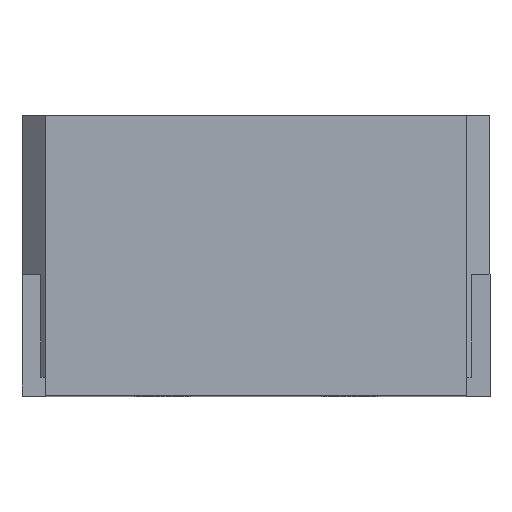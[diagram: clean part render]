
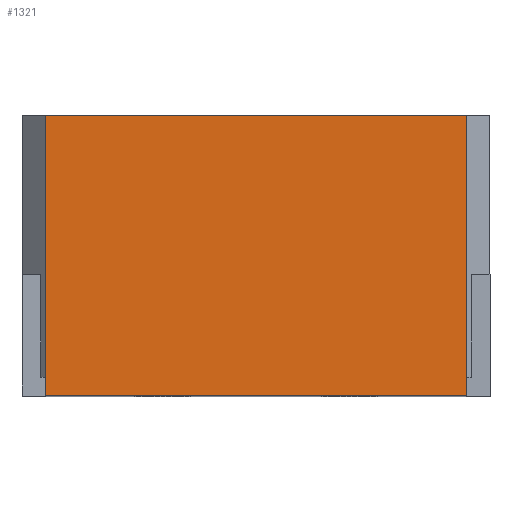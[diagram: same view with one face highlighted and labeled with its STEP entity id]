
A CAD part, top view. The second image highlights one B-rep face of the part: STEP entity #1321.
In plain terms, the highlighted planar face has unit normal (0, 0, 1).
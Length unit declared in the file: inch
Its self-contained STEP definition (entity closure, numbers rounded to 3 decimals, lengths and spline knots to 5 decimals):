
#9 = LINE ( 'NONE', #1407, #1427 ) ;
#57 = DIRECTION ( 'NONE',  ( 0., 0., -1. ) ) ;
#168 = CARTESIAN_POINT ( 'NONE',  ( 0.08858, 0.11811, 0.09843 ) ) ;
#183 = CARTESIAN_POINT ( 'NONE',  ( -0.08858, 0.11811, 0.09843 ) ) ;
#248 = EDGE_CURVE ( 'NONE', #631, #1409, #9, .T. ) ;
#250 = EDGE_CURVE ( 'NONE', #1409, #1175, #723, .T. ) ;
#284 = ORIENTED_EDGE ( 'NONE', *, *, #250, .F. ) ;
#346 = VECTOR ( 'NONE', #1026, 39.37008 ) ;
#458 = DIRECTION ( 'NONE',  ( 0., -1., 0. ) ) ;
#577 = VECTOR ( 'NONE', #994, 39.37008 ) ;
#615 = PLANE ( 'NONE',  #985 ) ;
#625 = VECTOR ( 'NONE', #1529, 39.37008 ) ;
#630 = CARTESIAN_POINT ( 'NONE',  ( 0.08858, 0., 0.09843 ) ) ;
#631 = VERTEX_POINT ( 'NONE', #168 ) ;
#646 = EDGE_CURVE ( 'NONE', #1191, #631, #1644, .T. ) ;
#723 = LINE ( 'NONE', #898, #346 ) ;
#789 = EDGE_CURVE ( 'NONE', #1175, #1191, #1300, .T. ) ;
#852 = EDGE_LOOP ( 'NONE', ( #1298, #1465, #284, #1110 ) ) ;
#866 = CARTESIAN_POINT ( 'NONE',  ( -0.08858, 0.11811, 0.09843 ) ) ;
#898 = CARTESIAN_POINT ( 'NONE',  ( -0.08858, 0., 0.09843 ) ) ;
#985 = AXIS2_PLACEMENT_3D ( 'NONE', #1686, #57, #1039 ) ;
#994 = DIRECTION ( 'NONE',  ( 0., 1., 0. ) ) ;
#1026 = DIRECTION ( 'NONE',  ( -1., 0., 0. ) ) ;
#1039 = DIRECTION ( 'NONE',  ( -1., 0., 0. ) ) ;
#1110 = ORIENTED_EDGE ( 'NONE', *, *, #248, .F. ) ;
#1156 = FACE_OUTER_BOUND ( 'NONE', #852, .T. ) ;
#1175 = VERTEX_POINT ( 'NONE', #1671 ) ;
#1191 = VERTEX_POINT ( 'NONE', #183 ) ;
#1298 = ORIENTED_EDGE ( 'NONE', *, *, #646, .F. ) ;
#1300 = LINE ( 'NONE', #866, #577 ) ;
#1321 = ADVANCED_FACE ( 'NONE', ( #1156 ), #615, .F. ) ;
#1395 = CARTESIAN_POINT ( 'NONE',  ( 0., 0.11811, 0.09843 ) ) ;
#1407 = CARTESIAN_POINT ( 'NONE',  ( 0.08858, 0.11811, 0.09843 ) ) ;
#1409 = VERTEX_POINT ( 'NONE', #630 ) ;
#1427 = VECTOR ( 'NONE', #458, 39.37008 ) ;
#1465 = ORIENTED_EDGE ( 'NONE', *, *, #789, .F. ) ;
#1529 = DIRECTION ( 'NONE',  ( 1., 0., 0. ) ) ;
#1644 = LINE ( 'NONE', #1395, #625 ) ;
#1671 = CARTESIAN_POINT ( 'NONE',  ( -0.08858, 0., 0.09843 ) ) ;
#1686 = CARTESIAN_POINT ( 'NONE',  ( -0.08858, 0.11811, 0.09843 ) ) ;
